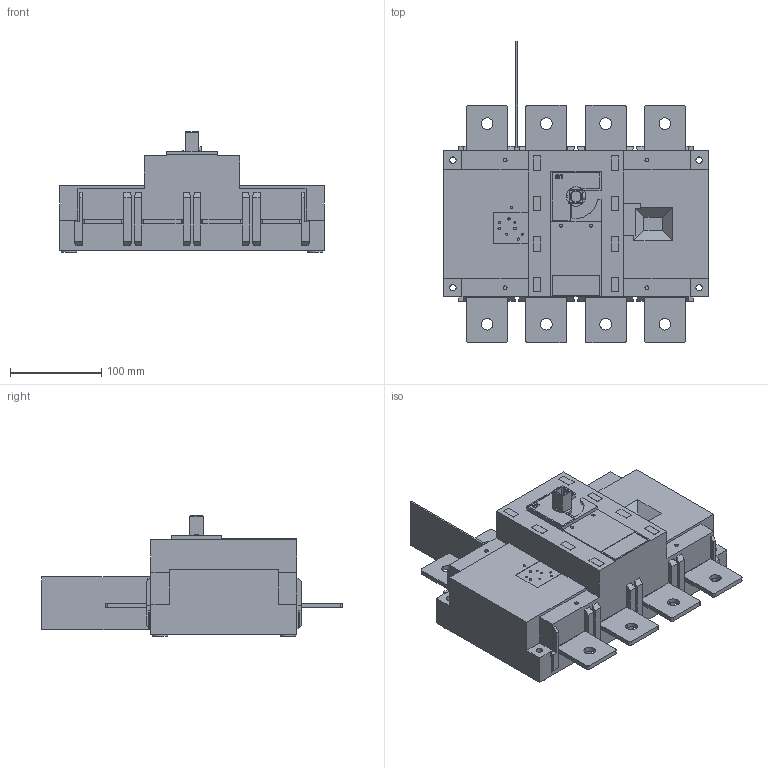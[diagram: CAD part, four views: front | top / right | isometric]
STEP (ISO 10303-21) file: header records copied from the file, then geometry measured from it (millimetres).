
FILE_DESCRIPTION((''),'2;1');
FILE_NAME('LBS_630_4P','2017-10-25T',('luka.skrinjar'),('Audax d.o.o.'),'CREO PARAMETRIC BY PTC INC, 2016050','CREO PARAMETRIC BY PTC INC, 2016050','');
FILE_SCHEMA(('AUTOMOTIVE_DESIGN { 1 0 10303 214 1 1 1 1 }'));
Length unit declared in the file: millimetre
Products named in the file (1): LBS_630_4P
Bounding box: 290 x 330 x 132.1 mm (x, y, z)
Volume: 3895869.6 mm3; surface area: 252266.6 mm2
Topology: 1 solids, 1 shells, 529 faces, 1390 edges, 921 vertices
Faces by surface type: plane 391, cylinder 97, extrusion 29, cone 12
Entity records: 21815 total; most frequent: CARTESIAN_POINT 3505, ORIENTED_EDGE 2780, DIRECTION 2551, PRESENTATION_STYLE_ASSIGNMENT 1498, STYLED_ITEM 1391, CURVE_STYLE 1390, EDGE_CURVE 1390, VECTOR 1117
